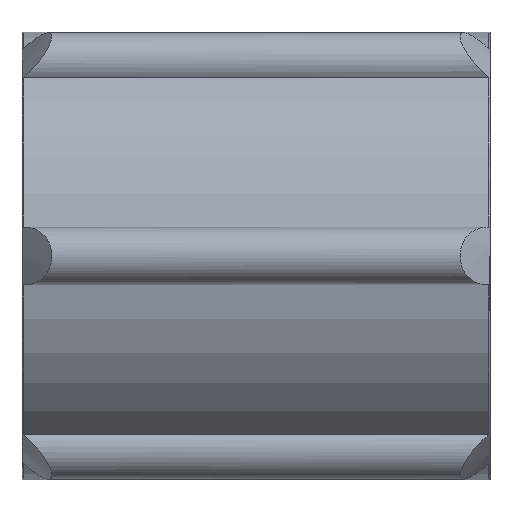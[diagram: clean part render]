
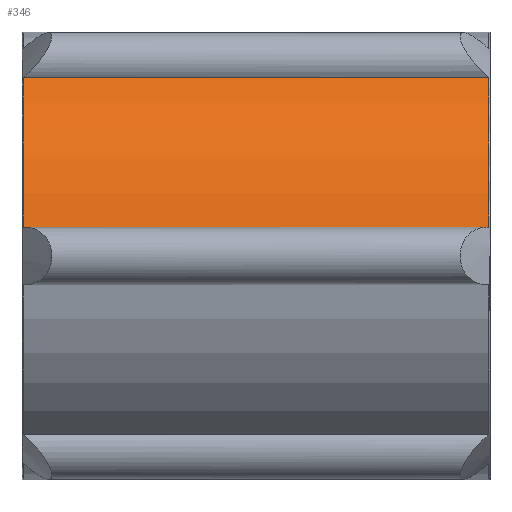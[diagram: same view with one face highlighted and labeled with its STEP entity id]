
A CAD part, front view. The second image highlights one B-rep face of the part: STEP entity #346.
In plain terms, the highlighted cylindrical face has radius 6 mm (diameter 12 mm), a partial arc.
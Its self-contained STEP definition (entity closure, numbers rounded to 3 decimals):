
#25=LINE('',#634,#37);
#26=LINE('',#638,#38);
#37=VECTOR('',#455,1000.);
#38=VECTOR('',#460,1000.);
#49=CYLINDRICAL_SURFACE('',#391,6.);
#104=ORIENTED_EDGE('',*,*,#189,.T.);
#105=ORIENTED_EDGE('',*,*,#190,.T.);
#106=ORIENTED_EDGE('',*,*,#191,.F.);
#107=ORIENTED_EDGE('',*,*,#172,.T.);
#172=EDGE_CURVE('',#219,#217,#251,.T.);
#189=EDGE_CURVE('',#217,#232,#25,.T.);
#190=EDGE_CURVE('',#232,#233,#258,.T.);
#191=EDGE_CURVE('',#219,#233,#26,.T.);
#217=VERTEX_POINT('',#542);
#219=VERTEX_POINT('',#545);
#232=VERTEX_POINT('',#633);
#233=VERTEX_POINT('',#637);
#251=CIRCLE('',#381,6.);
#258=CIRCLE('',#392,6.);
#278=EDGE_LOOP('',(#104,#105,#106,#107));
#312=FACE_BOUND('',#278,.T.);
#346=ADVANCED_FACE('',(#312),#49,.T.);
#381=AXIS2_PLACEMENT_3D('',#544,#432,#433);
#391=AXIS2_PLACEMENT_3D('',#635,#456,#457);
#392=AXIS2_PLACEMENT_3D('',#636,#458,#459);
#432=DIRECTION('',(-1.,0.,0.));
#433=DIRECTION('',(0.,-1.,0.));
#455=DIRECTION('',(-1.,0.,0.));
#456=DIRECTION('',(-1.,0.,0.));
#457=DIRECTION('',(0.,0.,1.));
#458=DIRECTION('',(1.,0.,0.));
#459=DIRECTION('',(0.,1.,0.));
#460=DIRECTION('',(-1.,0.,0.));
#542=CARTESIAN_POINT('',(12.47,-3.641,4.769));
#544=CARTESIAN_POINT('',(12.47,0.,0.));
#545=CARTESIAN_POINT('',(12.47,-5.951,0.768));
#633=CARTESIAN_POINT('',(0.03,-3.641,4.769));
#634=CARTESIAN_POINT('',(12.5,-3.641,4.769));
#635=CARTESIAN_POINT('',(12.5,0.,0.));
#636=CARTESIAN_POINT('',(0.03,0.,0.));
#637=CARTESIAN_POINT('',(0.03,-5.951,0.768));
#638=CARTESIAN_POINT('',(12.5,-5.951,0.768));
